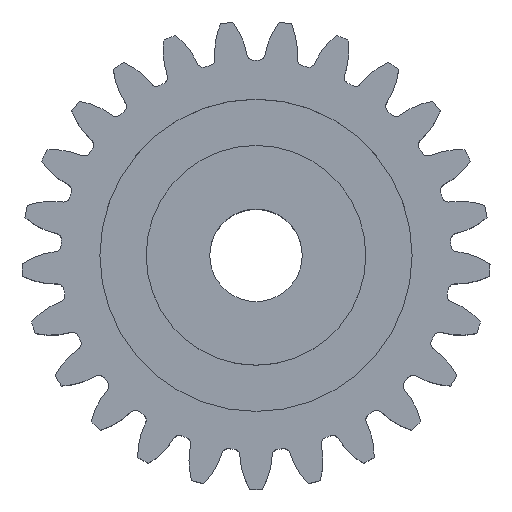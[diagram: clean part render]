
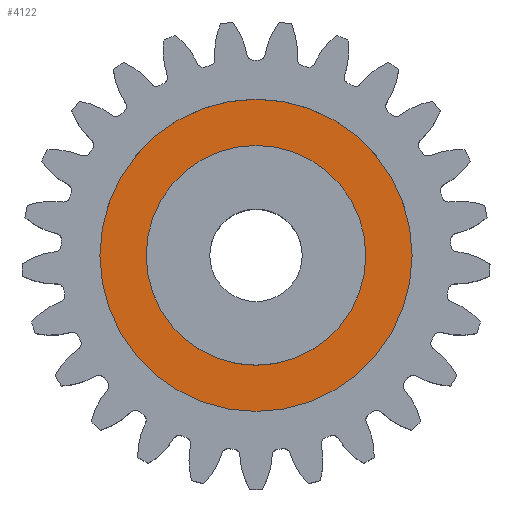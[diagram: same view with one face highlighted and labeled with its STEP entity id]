
A CAD part, top view. The second image highlights one B-rep face of the part: STEP entity #4122.
In plain terms, the highlighted planar face has unit normal (0, 0, 1).
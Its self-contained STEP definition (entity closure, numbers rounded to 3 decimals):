
#567 = DIRECTION ( 'NONE',  ( -1., 0., 0. ) ) ;
#568 = DIRECTION ( 'NONE',  ( 0., 0., -1. ) ) ;
#569 = CARTESIAN_POINT ( 'NONE',  ( 0., 0., 8.5 ) ) ;
#570 = AXIS2_PLACEMENT_3D ( 'NONE', #569, #568, #567 ) ;
#571 = CIRCLE ( 'NONE', #612, 9.5 ) ;
#573 = CARTESIAN_POINT ( 'NONE',  ( 0., 0., 8.5 ) ) ;
#574 = DIRECTION ( 'NONE',  ( -1., 0., 0. ) ) ;
#575 = DIRECTION ( 'NONE',  ( 0., 0., -1. ) ) ;
#576 = CARTESIAN_POINT ( 'NONE',  ( 0., 0., 8.5 ) ) ;
#577 = AXIS2_PLACEMENT_3D ( 'NONE', #576, #575, #574 ) ;
#579 = FACE_OUTER_BOUND ( 'NONE', #4125, .T. ) ;
#582 = PLANE ( 'NONE',  #570 ) ;
#585 = FACE_BOUND ( 'NONE', #4132, .T. ) ;
#593 = CIRCLE ( 'NONE', #577, 13.5 ) ;
#605 = DIRECTION ( 'NONE',  ( -1., 0., 0. ) ) ;
#609 = DIRECTION ( 'NONE',  ( 0., 0., -1. ) ) ;
#612 = AXIS2_PLACEMENT_3D ( 'NONE', #573, #609, #605 ) ;
#2239 = EDGE_CURVE ( 'NONE', #2321, #2243, #4831, .T. ) ;
#2243 = VERTEX_POINT ( 'NONE', #4832 ) ;
#2315 = VERTEX_POINT ( 'NONE', #4984 ) ;
#2321 = VERTEX_POINT ( 'NONE', #4733 ) ;
#2323 = EDGE_CURVE ( 'NONE', #2324, #2315, #4508, .T. ) ;
#2324 = VERTEX_POINT ( 'NONE', #5225 ) ;
#4106 = ORIENTED_EDGE ( 'NONE', *, *, #4118, .F. ) ;
#4118 = EDGE_CURVE ( 'NONE', #2243, #2321, #593, .T. ) ;
#4119 = ORIENTED_EDGE ( 'NONE', *, *, #2239, .F. ) ;
#4122 = ADVANCED_FACE ( 'NONE', ( #585, #579 ), #582, .F. ) ;
#4124 = ORIENTED_EDGE ( 'NONE', *, *, #4133, .T. ) ;
#4125 = EDGE_LOOP ( 'NONE', ( #4106, #4119 ) ) ;
#4132 = EDGE_LOOP ( 'NONE', ( #4164, #4124 ) ) ;
#4133 = EDGE_CURVE ( 'NONE', #2315, #2324, #571, .T. ) ;
#4164 = ORIENTED_EDGE ( 'NONE', *, *, #2323, .T. ) ;
#4507 = AXIS2_PLACEMENT_3D ( 'NONE', #4513, #4512, #4777 ) ;
#4508 = CIRCLE ( 'NONE', #4507, 9.5 ) ;
#4512 = DIRECTION ( 'NONE',  ( 0., 0., -1. ) ) ;
#4513 = CARTESIAN_POINT ( 'NONE',  ( 0., 0., 8.5 ) ) ;
#4733 = CARTESIAN_POINT ( 'NONE',  ( 13.5, 0., 8.5 ) ) ;
#4777 = DIRECTION ( 'NONE',  ( -1., 0., 0. ) ) ;
#4822 = DIRECTION ( 'NONE',  ( -1., 0., 0. ) ) ;
#4823 = DIRECTION ( 'NONE',  ( 0., 0., -1. ) ) ;
#4824 = AXIS2_PLACEMENT_3D ( 'NONE', #4834, #4823, #4822 ) ;
#4831 = CIRCLE ( 'NONE', #4824, 13.5 ) ;
#4832 = CARTESIAN_POINT ( 'NONE',  ( -13.5, 0., 8.5 ) ) ;
#4834 = CARTESIAN_POINT ( 'NONE',  ( 0., 0., 8.5 ) ) ;
#4984 = CARTESIAN_POINT ( 'NONE',  ( 9.5, 0., 8.5 ) ) ;
#5225 = CARTESIAN_POINT ( 'NONE',  ( -9.5, 0., 8.5 ) ) ;
